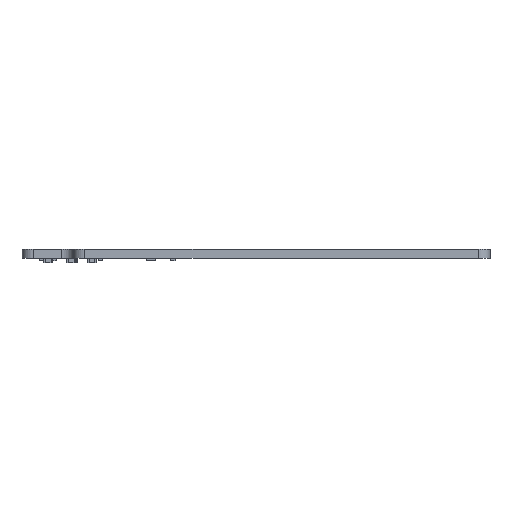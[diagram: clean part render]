
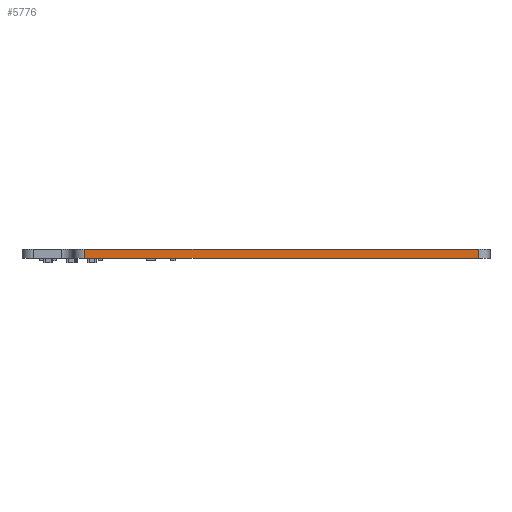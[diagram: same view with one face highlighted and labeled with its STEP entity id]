
A CAD part, left-side view. The second image highlights one B-rep face of the part: STEP entity #5776.
In plain terms, the highlighted planar face has unit normal (-1, 0, 0).
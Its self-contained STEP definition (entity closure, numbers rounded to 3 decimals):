
#5776 = ADVANCED_FACE('',(#5777),#5791,.F.);
#5777 = FACE_BOUND('',#5778,.F.);
#5778 = EDGE_LOOP('',(#5779,#5814,#5842,#5870));
#5779 = ORIENTED_EDGE('',*,*,#5780,.T.);
#5780 = EDGE_CURVE('',#5781,#5783,#5785,.T.);
#5781 = VERTEX_POINT('',#5782);
#5782 = CARTESIAN_POINT('',(116.25,-11.,0.));
#5783 = VERTEX_POINT('',#5784);
#5784 = CARTESIAN_POINT('',(116.25,-11.,1.6));
#5785 = SURFACE_CURVE('',#5786,(#5790,#5802),.PCURVE_S1.);
#5786 = LINE('',#5787,#5788);
#5787 = CARTESIAN_POINT('',(116.25,-11.,0.));
#5788 = VECTOR('',#5789,1.);
#5789 = DIRECTION('',(0.,0.,1.));
#5790 = PCURVE('',#5791,#5796);
#5791 = PLANE('',#5792);
#5792 = AXIS2_PLACEMENT_3D('',#5793,#5794,#5795);
#5793 = CARTESIAN_POINT('',(116.25,-11.,0.));
#5794 = DIRECTION('',(1.,0.,-0.));
#5795 = DIRECTION('',(0.,-1.,0.));
#5796 = DEFINITIONAL_REPRESENTATION('',(#5797),#5801);
#5797 = LINE('',#5798,#5799);
#5798 = CARTESIAN_POINT('',(0.,0.));
#5799 = VECTOR('',#5800,1.);
#5800 = DIRECTION('',(0.,-1.));
#5801 = ( GEOMETRIC_REPRESENTATION_CONTEXT(2) 
PARAMETRIC_REPRESENTATION_CONTEXT() REPRESENTATION_CONTEXT('2D SPACE',''
  ) );
#5802 = PCURVE('',#5803,#5808);
#5803 = CYLINDRICAL_SURFACE('',#5804,2.);
#5804 = AXIS2_PLACEMENT_3D('',#5805,#5806,#5807);
#5805 = CARTESIAN_POINT('',(118.25,-11.,0.));
#5806 = DIRECTION('',(-0.,-0.,-1.));
#5807 = DIRECTION('',(1.,0.,-0.));
#5808 = DEFINITIONAL_REPRESENTATION('',(#5809),#5813);
#5809 = LINE('',#5810,#5811);
#5810 = CARTESIAN_POINT('',(-3.142,0.));
#5811 = VECTOR('',#5812,1.);
#5812 = DIRECTION('',(-0.,-1.));
#5813 = ( GEOMETRIC_REPRESENTATION_CONTEXT(2) 
PARAMETRIC_REPRESENTATION_CONTEXT() REPRESENTATION_CONTEXT('2D SPACE',''
  ) );
#5814 = ORIENTED_EDGE('',*,*,#5815,.T.);
#5815 = EDGE_CURVE('',#5783,#5816,#5818,.T.);
#5816 = VERTEX_POINT('',#5817);
#5817 = CARTESIAN_POINT('',(116.25,-80.,1.6));
#5818 = SURFACE_CURVE('',#5819,(#5823,#5830),.PCURVE_S1.);
#5819 = LINE('',#5820,#5821);
#5820 = CARTESIAN_POINT('',(116.25,-11.,1.6));
#5821 = VECTOR('',#5822,1.);
#5822 = DIRECTION('',(0.,-1.,0.));
#5823 = PCURVE('',#5791,#5824);
#5824 = DEFINITIONAL_REPRESENTATION('',(#5825),#5829);
#5825 = LINE('',#5826,#5827);
#5826 = CARTESIAN_POINT('',(0.,-1.6));
#5827 = VECTOR('',#5828,1.);
#5828 = DIRECTION('',(1.,0.));
#5829 = ( GEOMETRIC_REPRESENTATION_CONTEXT(2) 
PARAMETRIC_REPRESENTATION_CONTEXT() REPRESENTATION_CONTEXT('2D SPACE',''
  ) );
#5830 = PCURVE('',#5831,#5836);
#5831 = PLANE('',#5832);
#5832 = AXIS2_PLACEMENT_3D('',#5833,#5834,#5835);
#5833 = CARTESIAN_POINT('',(116.25,-11.,1.6));
#5834 = DIRECTION('',(0.,0.,-1.));
#5835 = DIRECTION('',(-1.,0.,-0.));
#5836 = DEFINITIONAL_REPRESENTATION('',(#5837),#5841);
#5837 = LINE('',#5838,#5839);
#5838 = CARTESIAN_POINT('',(0.,0.));
#5839 = VECTOR('',#5840,1.);
#5840 = DIRECTION('',(-0.,-1.));
#5841 = ( GEOMETRIC_REPRESENTATION_CONTEXT(2) 
PARAMETRIC_REPRESENTATION_CONTEXT() REPRESENTATION_CONTEXT('2D SPACE',''
  ) );
#5842 = ORIENTED_EDGE('',*,*,#5843,.F.);
#5843 = EDGE_CURVE('',#5844,#5816,#5846,.T.);
#5844 = VERTEX_POINT('',#5845);
#5845 = CARTESIAN_POINT('',(116.25,-80.,0.));
#5846 = SURFACE_CURVE('',#5847,(#5851,#5858),.PCURVE_S1.);
#5847 = LINE('',#5848,#5849);
#5848 = CARTESIAN_POINT('',(116.25,-80.,0.));
#5849 = VECTOR('',#5850,1.);
#5850 = DIRECTION('',(0.,0.,1.));
#5851 = PCURVE('',#5791,#5852);
#5852 = DEFINITIONAL_REPRESENTATION('',(#5853),#5857);
#5853 = LINE('',#5854,#5855);
#5854 = CARTESIAN_POINT('',(69.,0.));
#5855 = VECTOR('',#5856,1.);
#5856 = DIRECTION('',(0.,-1.));
#5857 = ( GEOMETRIC_REPRESENTATION_CONTEXT(2) 
PARAMETRIC_REPRESENTATION_CONTEXT() REPRESENTATION_CONTEXT('2D SPACE',''
  ) );
#5858 = PCURVE('',#5859,#5864);
#5859 = CYLINDRICAL_SURFACE('',#5860,2.);
#5860 = AXIS2_PLACEMENT_3D('',#5861,#5862,#5863);
#5861 = CARTESIAN_POINT('',(118.25,-80.,0.));
#5862 = DIRECTION('',(-0.,-0.,-1.));
#5863 = DIRECTION('',(1.,0.,-0.));
#5864 = DEFINITIONAL_REPRESENTATION('',(#5865),#5869);
#5865 = LINE('',#5866,#5867);
#5866 = CARTESIAN_POINT('',(-3.142,0.));
#5867 = VECTOR('',#5868,1.);
#5868 = DIRECTION('',(-0.,-1.));
#5869 = ( GEOMETRIC_REPRESENTATION_CONTEXT(2) 
PARAMETRIC_REPRESENTATION_CONTEXT() REPRESENTATION_CONTEXT('2D SPACE',''
  ) );
#5870 = ORIENTED_EDGE('',*,*,#5871,.F.);
#5871 = EDGE_CURVE('',#5781,#5844,#5872,.T.);
#5872 = SURFACE_CURVE('',#5873,(#5877,#5884),.PCURVE_S1.);
#5873 = LINE('',#5874,#5875);
#5874 = CARTESIAN_POINT('',(116.25,-11.,0.));
#5875 = VECTOR('',#5876,1.);
#5876 = DIRECTION('',(0.,-1.,0.));
#5877 = PCURVE('',#5791,#5878);
#5878 = DEFINITIONAL_REPRESENTATION('',(#5879),#5883);
#5879 = LINE('',#5880,#5881);
#5880 = CARTESIAN_POINT('',(0.,0.));
#5881 = VECTOR('',#5882,1.);
#5882 = DIRECTION('',(1.,0.));
#5883 = ( GEOMETRIC_REPRESENTATION_CONTEXT(2) 
PARAMETRIC_REPRESENTATION_CONTEXT() REPRESENTATION_CONTEXT('2D SPACE',''
  ) );
#5884 = PCURVE('',#5885,#5890);
#5885 = PLANE('',#5886);
#5886 = AXIS2_PLACEMENT_3D('',#5887,#5888,#5889);
#5887 = CARTESIAN_POINT('',(116.25,-11.,0.));
#5888 = DIRECTION('',(0.,0.,-1.));
#5889 = DIRECTION('',(-1.,0.,-0.));
#5890 = DEFINITIONAL_REPRESENTATION('',(#5891),#5895);
#5891 = LINE('',#5892,#5893);
#5892 = CARTESIAN_POINT('',(0.,0.));
#5893 = VECTOR('',#5894,1.);
#5894 = DIRECTION('',(-0.,-1.));
#5895 = ( GEOMETRIC_REPRESENTATION_CONTEXT(2) 
PARAMETRIC_REPRESENTATION_CONTEXT() REPRESENTATION_CONTEXT('2D SPACE',''
  ) );
